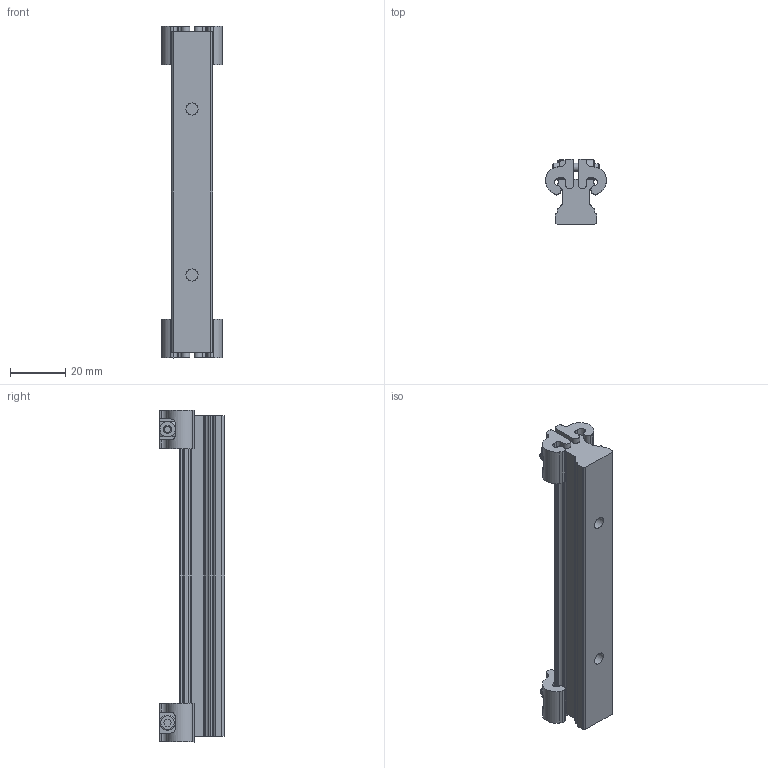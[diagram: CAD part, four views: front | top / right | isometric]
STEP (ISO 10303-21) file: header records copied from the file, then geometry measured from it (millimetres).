
FILE_DESCRIPTION (( 'STEP AP214' ), '1' );
FILE_NAME ('Rexroth-Ball-Rail-R160513431-116-28.step', '2020-07-02T11:07:21', ( '' ), ( '' ), 'SwSTEP 2.0', 'SolidWorks 2010', '' );
FILE_SCHEMA (( 'AUTOMOTIVE_DESIGN' ));
Length unit declared in the file: millimetre
Products named in the file (4): Rexroth-Ball-Rail-R160513431-116-28_Rail-1605-15-Coverstrip-BoschRexroth; Rexroth-Cover-Strip-1619-139-00-116_CoverStrip-Rail-1605-15-BoschRexroth; Rexroth-Strip-Holder-1619-139-50; Rexroth-Ball-Rail-R160513431-116-28
Assembly tree (4 placements, depth 2):
  Rexroth-Ball-Rail-R160513431-116-28
    Rexroth-Strip-Holder-1619-139-50  x2
    Rexroth-Cover-Strip-1619-139-00-116_CoverStrip-Rail-1605-15-BoschRexroth
    Rexroth-Ball-Rail-R160513431-116-28_Rail-1605-15-Coverstrip-BoschRexroth
Bounding box: 22 x 23.6 x 120 mm (x, y, z)
Volume: 25673.4 mm3; surface area: 15460.6 mm2
Topology: 4 solids, 4 shells, 252 faces, 680 edges, 450 vertices
Faces by surface type: plane 132, cylinder 106, cone 10, torus 4
Full cylindrical faces by diameter (mm): 3 x4, 3.4 x4, 4.4 x2, 5.5 x2, 7.4 x2
Entity records: 5498 total; most frequent: CARTESIAN_POINT 979, DIRECTION 889, ORIENTED_EDGE 840, EDGE_CURVE 420, AXIS2_PLACEMENT_3D 319, VERTEX_POINT 285, VECTOR 251, LINE 251
